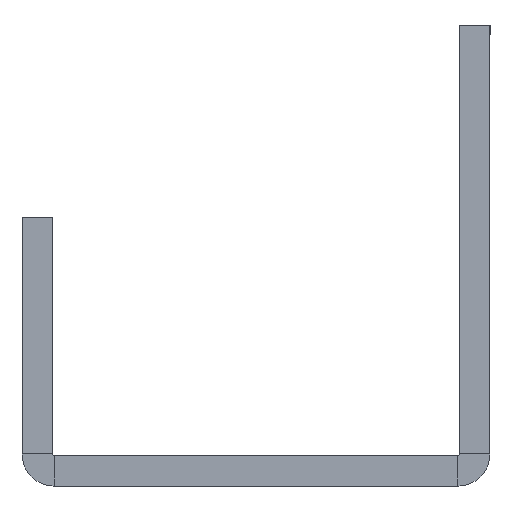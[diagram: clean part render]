
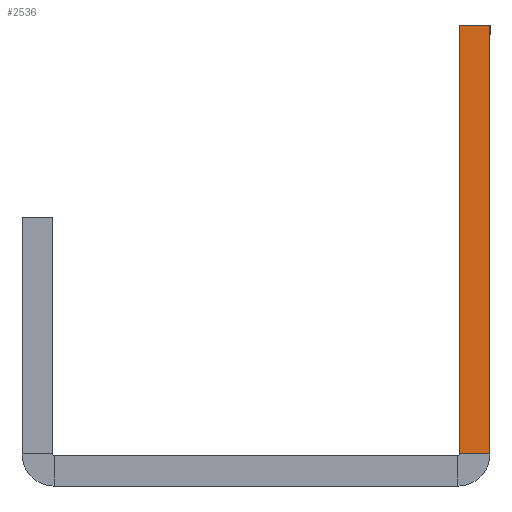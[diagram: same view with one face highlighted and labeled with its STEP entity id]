
A CAD part, left-side view. The second image highlights one B-rep face of the part: STEP entity #2536.
In plain terms, the highlighted planar face has unit normal (-1, 0, 0).
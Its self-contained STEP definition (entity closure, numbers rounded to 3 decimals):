
#210 = AXIS2_PLACEMENT_3D ( 'NONE', #5104, #5126, #5127 ) ;
#527 = FACE_OUTER_BOUND ( 'NONE', #5807, .T. ) ;
#765 = LINE ( 'NONE', #3745, #768 ) ;
#768 = VECTOR ( 'NONE', #3749, 1000. ) ;
#790 = VECTOR ( 'NONE', #3785, 1000. ) ;
#796 = LINE ( 'NONE', #3774, #790 ) ;
#798 = LINE ( 'NONE', #3793, #799 ) ;
#799 = VECTOR ( 'NONE', #3794, 1000. ) ;
#809 = LINE ( 'NONE', #3799, #810 ) ;
#810 = VECTOR ( 'NONE', #3800, 1000. ) ;
#1613 = ORIENTED_EDGE ( 'NONE', *, *, #5313, .T. ) ;
#1622 = ORIENTED_EDGE ( 'NONE', *, *, #5297, .F. ) ;
#1631 = ORIENTED_EDGE ( 'NONE', *, *, #5317, .T. ) ;
#1640 = ORIENTED_EDGE ( 'NONE', *, *, #5320, .T. ) ;
#2536 = ADVANCED_FACE ( 'NONE', ( #527 ), #5121, .F. ) ;
#3487 = CARTESIAN_POINT ( 'NONE',  ( -422.5, -15.25, 30. ) ) ;
#3488 = CARTESIAN_POINT ( 'NONE',  ( -422.5, -13.25, 30. ) ) ;
#3492 = CARTESIAN_POINT ( 'NONE',  ( -422.5, -15.25, 2.1 ) ) ;
#3495 = CARTESIAN_POINT ( 'NONE',  ( -422.5, -13.25, 2.1 ) ) ;
#3745 = CARTESIAN_POINT ( 'NONE',  ( -422.5, -15.25, 2. ) ) ;
#3749 = DIRECTION ( 'NONE',  ( 0., 0., -1. ) ) ;
#3774 = CARTESIAN_POINT ( 'NONE',  ( -422.5, -13.25, 2.1 ) ) ;
#3785 = DIRECTION ( 'NONE',  ( 0., -1., 0. ) ) ;
#3793 = CARTESIAN_POINT ( 'NONE',  ( -422.5, -15.25, 30. ) ) ;
#3794 = DIRECTION ( 'NONE',  ( 0., 1., 0. ) ) ;
#3799 = CARTESIAN_POINT ( 'NONE',  ( -422.5, -13.25, 2. ) ) ;
#3800 = DIRECTION ( 'NONE',  ( 0., 0., -1. ) ) ;
#4368 = VERTEX_POINT ( 'NONE', #3487 ) ;
#4369 = VERTEX_POINT ( 'NONE', #3488 ) ;
#4373 = VERTEX_POINT ( 'NONE', #3492 ) ;
#4376 = VERTEX_POINT ( 'NONE', #3495 ) ;
#5104 = CARTESIAN_POINT ( 'NONE',  ( -422.5, -15.25, 2. ) ) ;
#5121 = PLANE ( 'NONE',  #210 ) ;
#5126 = DIRECTION ( 'NONE',  ( 1., 0., 0. ) ) ;
#5127 = DIRECTION ( 'NONE',  ( 0., 0., -1. ) ) ;
#5297 = EDGE_CURVE ( 'NONE', #4368, #4373, #765, .T. ) ;
#5313 = EDGE_CURVE ( 'NONE', #4376, #4373, #796, .T. ) ;
#5317 = EDGE_CURVE ( 'NONE', #4368, #4369, #798, .T. ) ;
#5320 = EDGE_CURVE ( 'NONE', #4369, #4376, #809, .T. ) ;
#5807 = EDGE_LOOP ( 'NONE', ( #1613, #1622, #1631, #1640 ) ) ;
